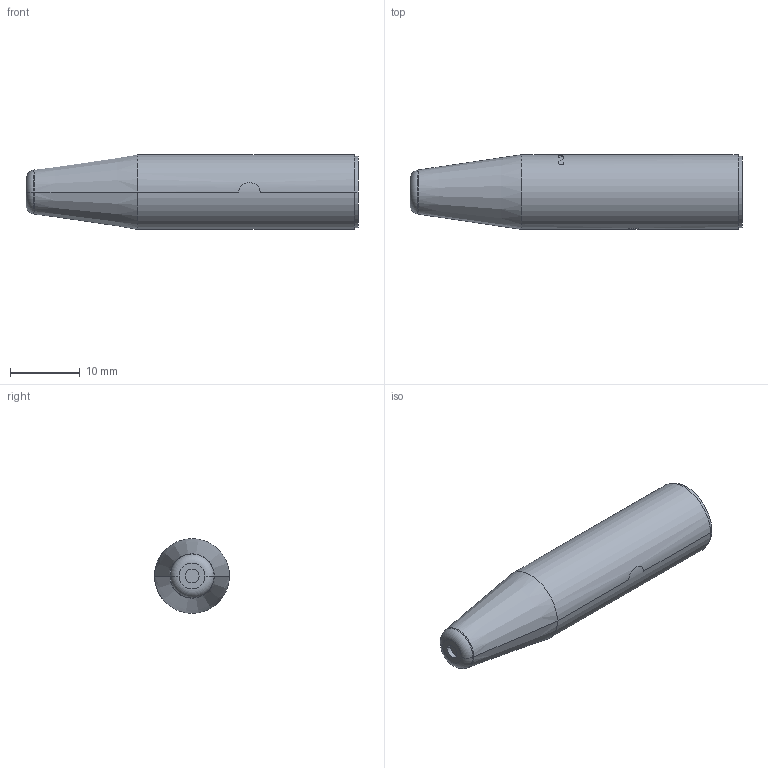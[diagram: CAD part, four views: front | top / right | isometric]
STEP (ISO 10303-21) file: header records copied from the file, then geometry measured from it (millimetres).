
FILE_DESCRIPTION((''),'2;1');
FILE_NAME('RT3MC-B','2021-04-30T',('xhp'),(''),'PRO/ENGINEER BY PARAMETRIC TECHNOLOGY CORPORATION, 2013040','PRO/ENGINEER BY PARAMETRIC TECHNOLOGY CORPORATION, 2013040','');
FILE_SCHEMA(('CONFIG_CONTROL_DESIGN'));
Length unit declared in the file: millimetre
Products named in the file (1): RT3MC-B
Bounding box: 47.54 x 10.72 x 10.7 mm (x, y, z)
Volume: 3264.7 mm3; surface area: 1971.4 mm2
Topology: 1 solids, 1 shells, 95 faces, 239 edges, 150 vertices
Faces by surface type: plane 49, cylinder 24, sphere 10, cone 6, torus 4, extrusion 2
Entity records: 2932 total; most frequent: CARTESIAN_POINT 685, DIRECTION 458, ORIENTED_EDGE 458, EDGE_CURVE 229, AXIS2_PLACEMENT_3D 191, VERTEX_POINT 150, EDGE_LOOP 109, CIRCLE 98
